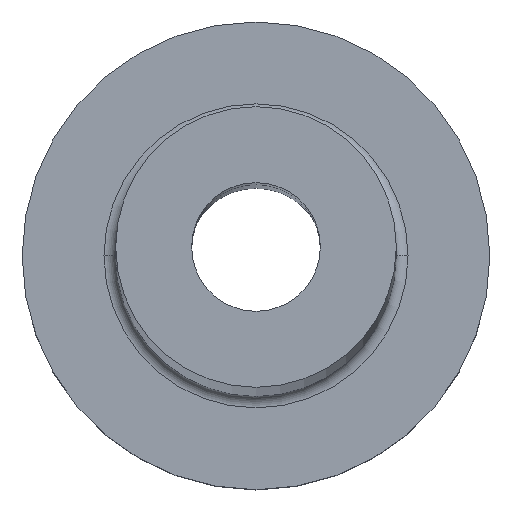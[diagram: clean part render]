
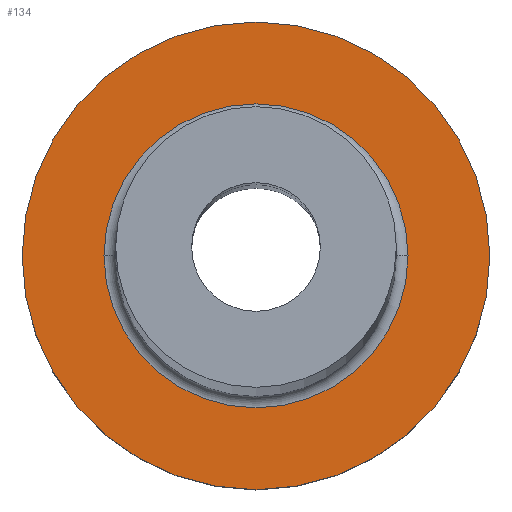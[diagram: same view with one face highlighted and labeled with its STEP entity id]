
A CAD part, top view. The second image highlights one B-rep face of the part: STEP entity #134.
In plain terms, the highlighted planar face has unit normal (0, 0, 1).
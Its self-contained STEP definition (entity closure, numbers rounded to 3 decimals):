
#1 = AXIS2_PLACEMENT_3D ( 'NONE', #304, #81, #297 ) ;
#10 = CARTESIAN_POINT ( 'NONE',  ( 0., 0., 7. ) ) ;
#35 = AXIS2_PLACEMENT_3D ( 'NONE', #364, #431, #85 ) ;
#36 = AXIS2_PLACEMENT_3D ( 'NONE', #41, #283, #418 ) ;
#41 = CARTESIAN_POINT ( 'NONE',  ( 0., 0., 7. ) ) ;
#51 = CIRCLE ( 'NONE', #35, 10. ) ;
#81 = DIRECTION ( 'NONE',  ( 0., 0., 1. ) ) ;
#85 = DIRECTION ( 'NONE',  ( 1., 0., 0. ) ) ;
#90 = CIRCLE ( 'NONE', #1, 10. ) ;
#110 = CIRCLE ( 'NONE', #230, 6.5 ) ;
#121 = CARTESIAN_POINT ( 'NONE',  ( -6.5, 0., 7. ) ) ;
#124 = CIRCLE ( 'NONE', #36, 6.5 ) ;
#132 = EDGE_LOOP ( 'NONE', ( #281, #394 ) ) ;
#134 = ADVANCED_FACE ( 'NONE', ( #391, #459 ), #219, .T. ) ;
#140 = DIRECTION ( 'NONE',  ( 1., 0., 0. ) ) ;
#144 = EDGE_CURVE ( 'NONE', #235, #217, #51, .T. ) ;
#155 = CARTESIAN_POINT ( 'NONE',  ( 6.5, 0., 7. ) ) ;
#161 = EDGE_CURVE ( 'NONE', #217, #235, #90, .T. ) ;
#182 = ORIENTED_EDGE ( 'NONE', *, *, #161, .T. ) ;
#206 = VERTEX_POINT ( 'NONE', #155 ) ;
#214 = VERTEX_POINT ( 'NONE', #121 ) ;
#217 = VERTEX_POINT ( 'NONE', #371 ) ;
#219 = PLANE ( 'NONE',  #244 ) ;
#230 = AXIS2_PLACEMENT_3D ( 'NONE', #421, #451, #140 ) ;
#235 = VERTEX_POINT ( 'NONE', #314 ) ;
#237 = EDGE_LOOP ( 'NONE', ( #182, #278 ) ) ;
#244 = AXIS2_PLACEMENT_3D ( 'NONE', #10, #260, #267 ) ;
#260 = DIRECTION ( 'NONE',  ( 0., 0., 1. ) ) ;
#267 = DIRECTION ( 'NONE',  ( 1., 0., 0. ) ) ;
#278 = ORIENTED_EDGE ( 'NONE', *, *, #144, .T. ) ;
#281 = ORIENTED_EDGE ( 'NONE', *, *, #348, .T. ) ;
#283 = DIRECTION ( 'NONE',  ( 0., 0., -1. ) ) ;
#297 = DIRECTION ( 'NONE',  ( 1., 0., 0. ) ) ;
#304 = CARTESIAN_POINT ( 'NONE',  ( 0., 0., 7. ) ) ;
#314 = CARTESIAN_POINT ( 'NONE',  ( 10., 0., 7. ) ) ;
#348 = EDGE_CURVE ( 'NONE', #206, #214, #110, .T. ) ;
#364 = CARTESIAN_POINT ( 'NONE',  ( 0., 0., 7. ) ) ;
#371 = CARTESIAN_POINT ( 'NONE',  ( -10., 0., 7. ) ) ;
#391 = FACE_BOUND ( 'NONE', #132, .T. ) ;
#394 = ORIENTED_EDGE ( 'NONE', *, *, #438, .T. ) ;
#418 = DIRECTION ( 'NONE',  ( 1., 0., 0. ) ) ;
#421 = CARTESIAN_POINT ( 'NONE',  ( 0., 0., 7. ) ) ;
#431 = DIRECTION ( 'NONE',  ( 0., 0., 1. ) ) ;
#438 = EDGE_CURVE ( 'NONE', #214, #206, #124, .T. ) ;
#451 = DIRECTION ( 'NONE',  ( 0., 0., -1. ) ) ;
#459 = FACE_OUTER_BOUND ( 'NONE', #237, .T. ) ;
